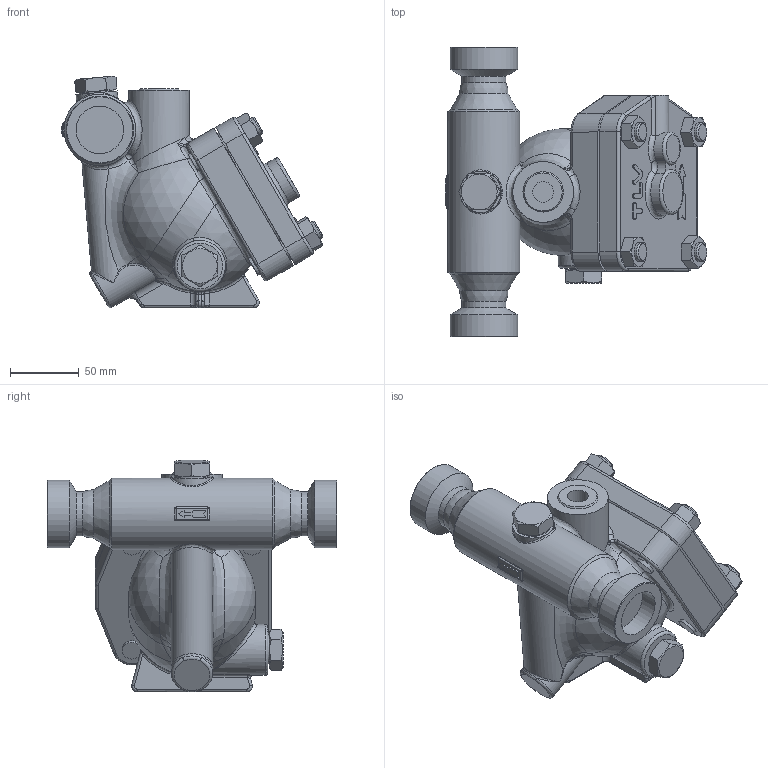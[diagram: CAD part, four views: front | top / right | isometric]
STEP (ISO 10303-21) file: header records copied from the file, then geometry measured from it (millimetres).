
FILE_DESCRIPTION((''),'2;1');
FILE_NAME('gas1n-025-sw000-00.stp','2010-10-28T09:54:30',('nakaot'),(''),'Autodesk Inventor 2008','Autodesk Inventor 2008','');
FILE_SCHEMA(('AUTOMOTIVE_DESIGN { 1 0 10303 214 1 1 1 1 }'));
Length unit declared in the file: millimetre
Products named in the file (1): gas1n-025-sw000-00
Bounding box: 189.62 x 210 x 167.99 mm (x, y, z)
Volume: 1613049.3 mm3; surface area: 141208 mm2
Topology: 1 solids, 1 shells, 435 faces, 1018 edges, 599 vertices
Faces by surface type: plane 153, bspline 112, cylinder 99, cone 49, torus 14, sphere 8
Full cylindrical faces by diameter (mm): 14 x12, 21 x1, 26 x1, 32 x1, 34.5 x1, 37 x1, 44 x1, 49 x1, 52 x1, 107 x1
Entity records: 20926 total; most frequent: CARTESIAN_POINT 11950, ORIENTED_EDGE 1882, DIRECTION 1759, EDGE_CURVE 941, AXIS2_PLACEMENT_3D 711, VERTEX_POINT 586, EDGE_LOOP 521, FACE_OUTER_BOUND 435
